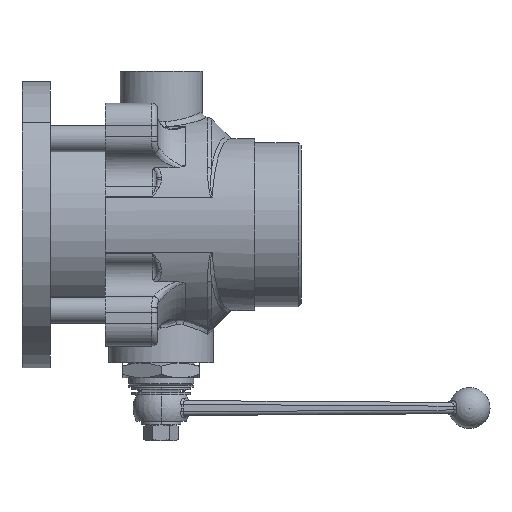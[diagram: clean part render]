
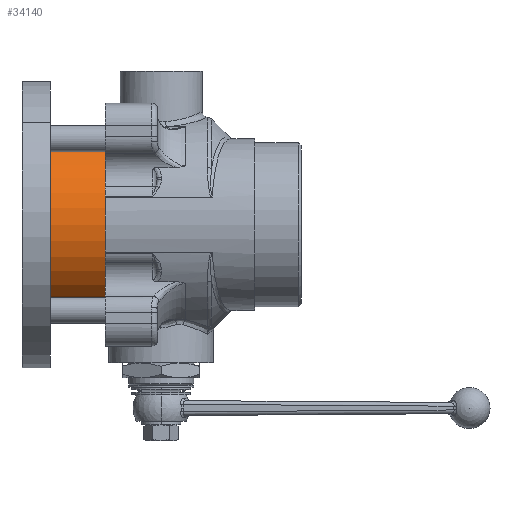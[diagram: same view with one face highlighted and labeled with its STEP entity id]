
A CAD part, front view. The second image highlights one B-rep face of the part: STEP entity #34140.
In plain terms, the highlighted cylindrical face has radius 50 mm (diameter 100 mm), a partial arc.
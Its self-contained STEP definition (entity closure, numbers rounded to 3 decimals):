
#3285 = CARTESIAN_POINT ( 'NONE',  ( -39.5, 0., 0. ) ) ;
#3292 = CARTESIAN_POINT ( 'NONE',  ( -40., 0., -50. ) ) ;
#3293 = DIRECTION ( 'NONE',  ( 1., 0., 0. ) ) ;
#3294 = DIRECTION ( 'NONE',  ( 0., 0., -1. ) ) ;
#3299 = DIRECTION ( 'NONE',  ( 1., 0., 0. ) ) ;
#3310 = CARTESIAN_POINT ( 'NONE',  ( -40., 0., 50. ) ) ;
#3311 = DIRECTION ( 'NONE',  ( 1., 0., 0. ) ) ;
#3315 = CARTESIAN_POINT ( 'NONE',  ( -0.5, 0., 0. ) ) ;
#3317 = DIRECTION ( 'NONE',  ( -1., 0., 0. ) ) ;
#3318 = DIRECTION ( 'NONE',  ( 0., 0., -1. ) ) ;
#9281 = AXIS2_PLACEMENT_3D ( 'NONE', #21939, #21931, #21930 ) ;
#13439 = CARTESIAN_POINT ( 'NONE',  ( -0.5, 0., -50. ) ) ;
#13443 = CARTESIAN_POINT ( 'NONE',  ( -39.5, 0., -50. ) ) ;
#13447 = CARTESIAN_POINT ( 'NONE',  ( -39.5, 0., 50. ) ) ;
#13451 = CARTESIAN_POINT ( 'NONE',  ( -0.5, 0., 50. ) ) ;
#19009 = EDGE_CURVE ( 'NONE', #28674, #28671, #34874, .T. ) ;
#19011 = EDGE_CURVE ( 'NONE', #28671, #28678, #34875, .T. ) ;
#19016 = EDGE_CURVE ( 'NONE', #28674, #28677, #34877, .T. ) ;
#19018 = EDGE_CURVE ( 'NONE', #28678, #28677, #34888, .T. ) ;
#21930 = DIRECTION ( 'NONE',  ( 0., 0., -1. ) ) ;
#21931 = DIRECTION ( 'NONE',  ( 1., 0., 0. ) ) ;
#21939 = CARTESIAN_POINT ( 'NONE',  ( -40., 0., 0. ) ) ;
#23007 = FACE_OUTER_BOUND ( 'NONE', #46775, .T. ) ;
#23008 = CYLINDRICAL_SURFACE ( 'NONE', #9281, 50. ) ;
#28671 = VERTEX_POINT ( 'NONE', #13443 ) ;
#28674 = VERTEX_POINT ( 'NONE', #13447 ) ;
#28677 = VERTEX_POINT ( 'NONE', #13451 ) ;
#28678 = VERTEX_POINT ( 'NONE', #13439 ) ;
#30374 = AXIS2_PLACEMENT_3D ( 'NONE', #3285, #3293, #3294 ) ;
#30390 = AXIS2_PLACEMENT_3D ( 'NONE', #3315, #3317, #3318 ) ;
#34140 = ADVANCED_FACE ( 'NONE', ( #23007 ), #23008, .T. ) ;
#34869 = VECTOR ( 'NONE', #3299, 1000. ) ;
#34872 = VECTOR ( 'NONE', #3311, 1000. ) ;
#34874 = CIRCLE ( 'NONE', #30374, 50. ) ;
#34875 = LINE ( 'NONE', #3292, #34869 ) ;
#34877 = LINE ( 'NONE', #3310, #34872 ) ;
#34888 = CIRCLE ( 'NONE', #30390, 50. ) ;
#42711 = ORIENTED_EDGE ( 'NONE', *, *, #19018, .T. ) ;
#42712 = ORIENTED_EDGE ( 'NONE', *, *, #19011, .T. ) ;
#42713 = ORIENTED_EDGE ( 'NONE', *, *, #19009, .T. ) ;
#42714 = ORIENTED_EDGE ( 'NONE', *, *, #19016, .F. ) ;
#46775 = EDGE_LOOP ( 'NONE', ( #42714, #42713, #42712, #42711 ) ) ;
